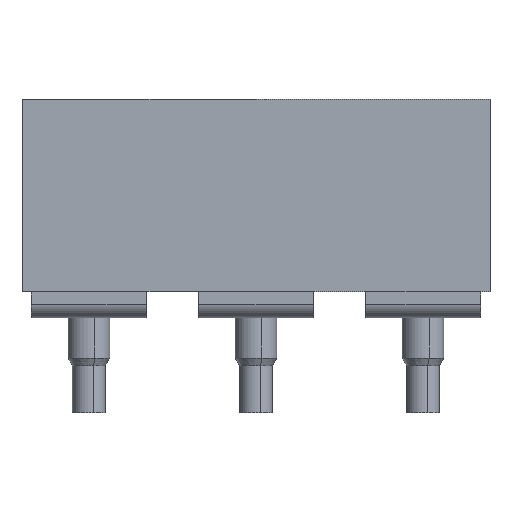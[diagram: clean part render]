
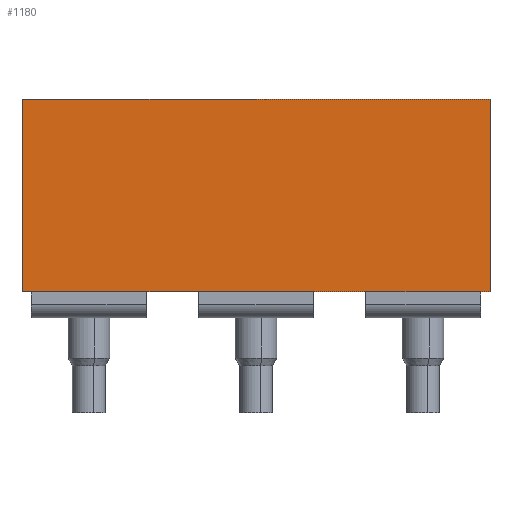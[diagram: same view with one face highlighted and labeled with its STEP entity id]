
A CAD part, front view. The second image highlights one B-rep face of the part: STEP entity #1180.
In plain terms, the highlighted planar face has unit normal (0, -1, 0).
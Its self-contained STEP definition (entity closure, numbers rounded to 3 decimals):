
#1156=AXIS2_PLACEMENT_3D('Plane Axis2P3D',#1153,#1154,#1155) ;
#1131=CARTESIAN_POINT('Vertex',(44.8,0.,30.05)) ;
#1134=CARTESIAN_POINT('Line Origine',(44.8,0.,20.825)) ;
#1138=CARTESIAN_POINT('Vertex',(44.8,0.,11.6)) ;
#1153=CARTESIAN_POINT('Axis2P3D Location',(0.,0.,0.)) ;
#1159=CARTESIAN_POINT('Control Point',(0.,0.,30.05)) ;
#1160=CARTESIAN_POINT('Control Point',(44.8,0.,30.05)) ;
#1161=CARTESIAN_POINT('Vertex',(0.,0.,30.05)) ;
#1165=CARTESIAN_POINT('Control Point',(0.,0.,11.6)) ;
#1166=CARTESIAN_POINT('Control Point',(0.,0.,30.05)) ;
#1167=CARTESIAN_POINT('Vertex',(0.,0.,11.6)) ;
#1171=CARTESIAN_POINT('Control Point',(44.8,0.,11.6)) ;
#1172=CARTESIAN_POINT('Control Point',(0.,0.,11.6)) ;
#1135=DIRECTION('Vector Direction',(0.,0.,-1.)) ;
#1154=DIRECTION('Axis2P3D Direction',(0.,-1.,0.)) ;
#1155=DIRECTION('Axis2P3D XDirection',(1.,0.,0.)) ;
#1136=VECTOR('Line Direction',#1135,1.) ;
#1175=ORIENTED_EDGE('',*,*,#1140,.F.) ;
#1176=ORIENTED_EDGE('',*,*,#1163,.T.) ;
#1177=ORIENTED_EDGE('',*,*,#1169,.T.) ;
#1178=ORIENTED_EDGE('',*,*,#1173,.T.) ;
#1180=ADVANCED_FACE('ISTE_WQV35N-4.1\\ISTE_WQV35N/4',(#1179),#1157,.T.) ;
#1158=B_SPLINE_CURVE_WITH_KNOTS('',1,(#1159,#1160),.UNSPECIFIED.,.F.,.U.,(2,2),(0.,44.8),.UNSPECIFIED.) ;
#1164=B_SPLINE_CURVE_WITH_KNOTS('',1,(#1165,#1166),.UNSPECIFIED.,.F.,.U.,(2,2),(0.,18.45),.UNSPECIFIED.) ;
#1170=B_SPLINE_CURVE_WITH_KNOTS('',1,(#1171,#1172),.UNSPECIFIED.,.F.,.U.,(2,2),(16.,60.8),.UNSPECIFIED.) ;
#1140=EDGE_CURVE('',#1132,#1139,#1137,.T.) ;
#1163=EDGE_CURVE('',#1132,#1162,#1158,.F.) ;
#1169=EDGE_CURVE('',#1162,#1168,#1164,.F.) ;
#1173=EDGE_CURVE('',#1168,#1139,#1170,.F.) ;
#1174=EDGE_LOOP('',(#1175,#1176,#1177,#1178)) ;
#1179=FACE_OUTER_BOUND('',#1174,.T.) ;
#1137=LINE('Line',#1134,#1136) ;
#1157=PLANE('',#1156) ;
#1132=VERTEX_POINT('',#1131) ;
#1139=VERTEX_POINT('',#1138) ;
#1162=VERTEX_POINT('',#1161) ;
#1168=VERTEX_POINT('',#1167) ;
